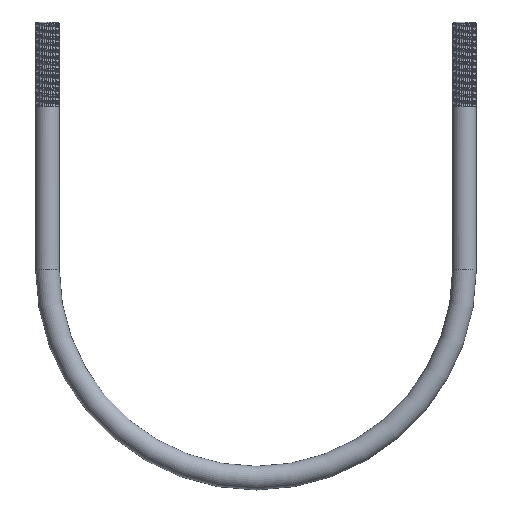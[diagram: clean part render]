
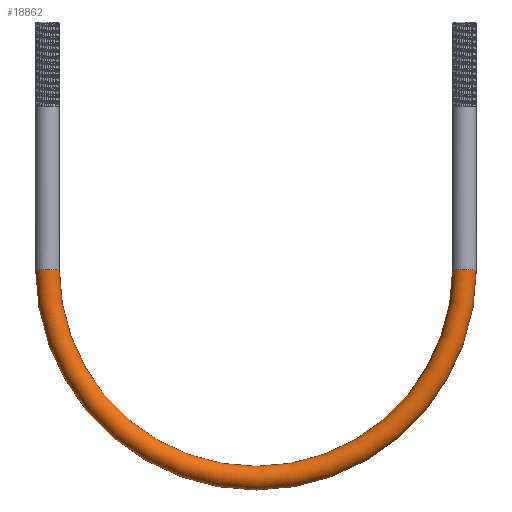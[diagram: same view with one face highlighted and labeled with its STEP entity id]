
A CAD part, front view. The second image highlights one B-rep face of the part: STEP entity #18862.
In plain terms, the highlighted toroidal (fillet/blend) face has major radius 176 mm and minor radius 10 mm.
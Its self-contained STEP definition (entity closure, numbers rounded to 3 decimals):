
#264 = AXIS2_PLACEMENT_3D ( 'NONE', #5580, #19809, #19682 ) ;
#1521 = CIRCLE ( 'NONE', #10759, 10. ) ;
#2172 = CIRCLE ( 'NONE', #6368, 166. ) ;
#2882 = EDGE_CURVE ( 'NONE', #17774, #12078, #1521, .T. ) ;
#2900 = EDGE_CURVE ( 'NONE', #12078, #16381, #12890, .T. ) ;
#3139 = FACE_OUTER_BOUND ( 'NONE', #13259, .T. ) ;
#3779 = ORIENTED_EDGE ( 'NONE', *, *, #11108, .T. ) ;
#4612 = ORIENTED_EDGE ( 'NONE', *, *, #19992, .T. ) ;
#5376 = DIRECTION ( 'NONE',  ( 0., 0., 1. ) ) ;
#5580 = CARTESIAN_POINT ( 'NONE',  ( 159.5, 0., -280.642 ) ) ;
#6368 = AXIS2_PLACEMENT_3D ( 'NONE', #21514, #15474, #19685 ) ;
#6376 = CARTESIAN_POINT ( 'NONE',  ( -16.5, 0., -280.642 ) ) ;
#7055 = TOROIDAL_SURFACE ( 'NONE', #21766, 176., 10. ) ;
#8359 = DIRECTION ( 'NONE',  ( -1., 0., 0. ) ) ;
#9312 = CARTESIAN_POINT ( 'NONE',  ( 159.5, 0., -280.642 ) ) ;
#10759 = AXIS2_PLACEMENT_3D ( 'NONE', #23615, #13235, #19550 ) ;
#11108 = EDGE_CURVE ( 'NONE', #17774, #15551, #2172, .T. ) ;
#12078 = VERTEX_POINT ( 'NONE', #23039 ) ;
#12198 = ORIENTED_EDGE ( 'NONE', *, *, #2882, .F. ) ;
#12890 = CIRCLE ( 'NONE', #264, 186. ) ;
#13235 = DIRECTION ( 'NONE',  ( 0., 0., 1. ) ) ;
#13259 = EDGE_LOOP ( 'NONE', ( #15020, #12198, #3779, #4612 ) ) ;
#13589 = CARTESIAN_POINT ( 'NONE',  ( -6.5, 0., -280.642 ) ) ;
#15020 = ORIENTED_EDGE ( 'NONE', *, *, #2900, .F. ) ;
#15259 = AXIS2_PLACEMENT_3D ( 'NONE', #6376, #20602, #8359 ) ;
#15474 = DIRECTION ( 'NONE',  ( 0., 1., 0. ) ) ;
#15551 = VERTEX_POINT ( 'NONE', #13589 ) ;
#16381 = VERTEX_POINT ( 'NONE', #24780 ) ;
#16974 = DIRECTION ( 'NONE',  ( 0., 1., 0. ) ) ;
#17774 = VERTEX_POINT ( 'NONE', #24383 ) ;
#18862 = ADVANCED_FACE ( 'NONE', ( #3139 ), #7055, .T. ) ;
#19550 = DIRECTION ( 'NONE',  ( 1., 0., 0. ) ) ;
#19682 = DIRECTION ( 'NONE',  ( 0., 0., 1. ) ) ;
#19685 = DIRECTION ( 'NONE',  ( 0., 0., 1. ) ) ;
#19809 = DIRECTION ( 'NONE',  ( 0., 1., 0. ) ) ;
#19890 = CIRCLE ( 'NONE', #15259, 10. ) ;
#19992 = EDGE_CURVE ( 'NONE', #15551, #16381, #19890, .T. ) ;
#20602 = DIRECTION ( 'NONE',  ( 0., 0., -1. ) ) ;
#21514 = CARTESIAN_POINT ( 'NONE',  ( 159.5, 0., -280.642 ) ) ;
#21766 = AXIS2_PLACEMENT_3D ( 'NONE', #9312, #16974, #5376 ) ;
#23039 = CARTESIAN_POINT ( 'NONE',  ( 345.5, 0., -280.642 ) ) ;
#23615 = CARTESIAN_POINT ( 'NONE',  ( 335.5, 0., -280.642 ) ) ;
#24383 = CARTESIAN_POINT ( 'NONE',  ( 325.5, 0., -280.642 ) ) ;
#24780 = CARTESIAN_POINT ( 'NONE',  ( -26.5, 0., -280.642 ) ) ;
